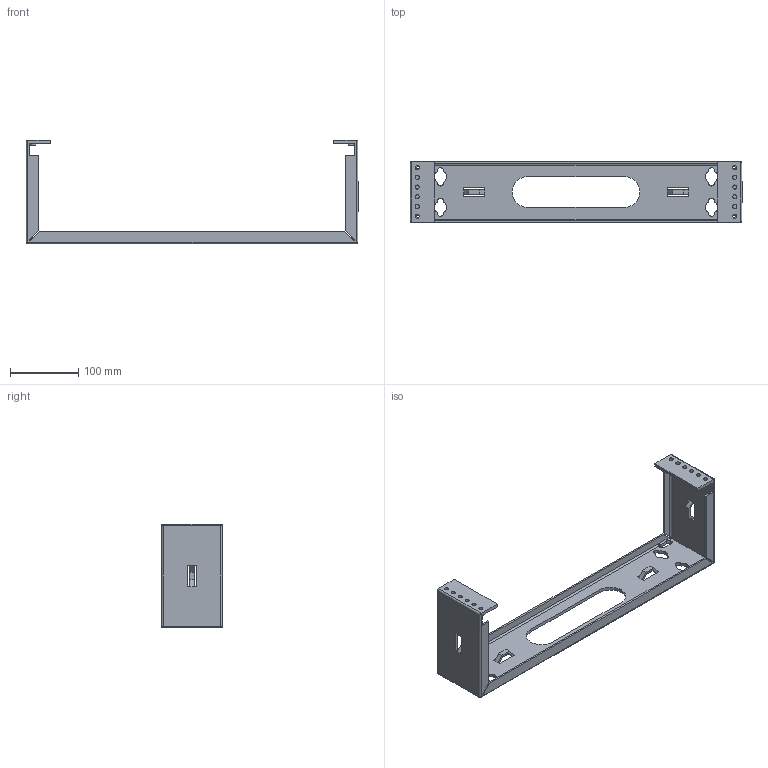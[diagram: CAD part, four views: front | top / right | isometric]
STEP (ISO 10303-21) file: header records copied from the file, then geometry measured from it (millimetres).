
FILE_DESCRIPTION (( 'STEP AP214' ), '1' );
FILE_NAME ('RP00003-2.STEP', '2018-11-26T19:32:41', ( '' ), ( '' ), 'SwSTEP 2.0', 'SolidWorks 2017', '' );
FILE_SCHEMA (( 'AUTOMOTIVE_DESIGN' ));
Length unit declared in the file: inch
Products named in the file (1): RP00003-2
Bounding box: 486 x 89 x 152 mm (x, y, z)
Volume: 354201.9 mm3; surface area: 179664.3 mm2
Topology: 1 solids, 1 shells, 301 faces, 825 edges, 510 vertices
Faces by surface type: plane 132, cylinder 121, torus 24, bspline 20, sphere 4
Entity records: 11994 total; most frequent: CARTESIAN_POINT 2745, DIRECTION 1659, ORIENTED_EDGE 1642, EDGE_CURVE 821, AXIS2_PLACEMENT_3D 588, VERTEX_POINT 510, VECTOR 483, LINE 483
